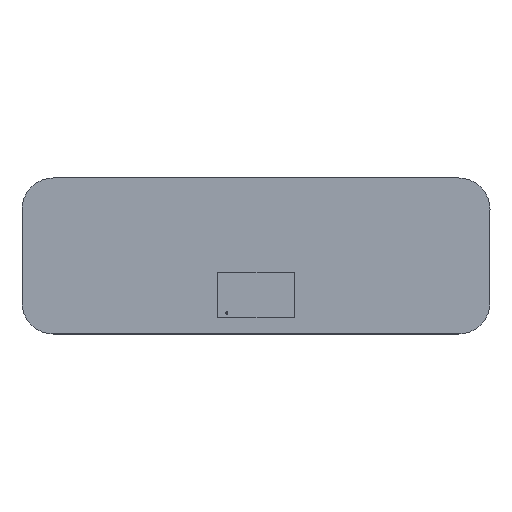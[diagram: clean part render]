
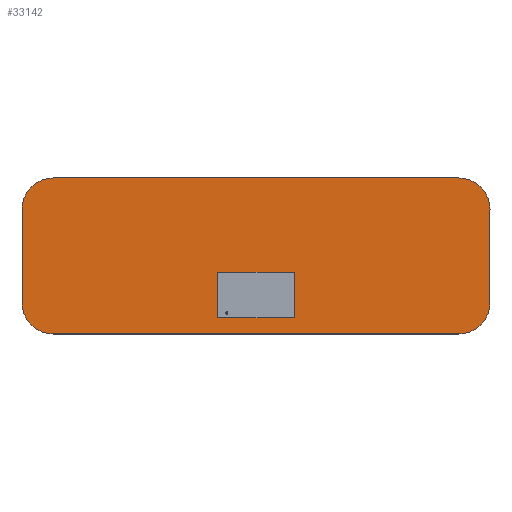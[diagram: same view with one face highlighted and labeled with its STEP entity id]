
A CAD part, top view. The second image highlights one B-rep face of the part: STEP entity #33142.
In plain terms, the highlighted planar face has unit normal (0, 0, 1).
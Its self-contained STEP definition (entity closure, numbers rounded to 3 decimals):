
#32512 = VERTEX_POINT('',#32513);
#32513 = CARTESIAN_POINT('',(143.,-110.,1.6));
#32520 = CYLINDRICAL_SURFACE('',#32521,2.);
#32521 = AXIS2_PLACEMENT_3D('',#32522,#32523,#32524);
#32522 = CARTESIAN_POINT('',(143.,-108.,0.));
#32523 = DIRECTION('',(-0.,-0.,-1.));
#32524 = DIRECTION('',(1.,0.,-0.));
#32532 = PLANE('',#32533);
#32533 = AXIS2_PLACEMENT_3D('',#32534,#32535,#32536);
#32534 = CARTESIAN_POINT('',(143.,-110.,0.));
#32535 = DIRECTION('',(0.,-1.,0.));
#32536 = DIRECTION('',(-1.,0.,0.));
#32544 = EDGE_CURVE('',#32512,#32545,#32547,.T.);
#32545 = VERTEX_POINT('',#32546);
#32546 = CARTESIAN_POINT('',(145.,-108.,1.6));
#32547 = SURFACE_CURVE('',#32548,(#32553,#32560),.PCURVE_S1.);
#32548 = CIRCLE('',#32549,2.);
#32549 = AXIS2_PLACEMENT_3D('',#32550,#32551,#32552);
#32550 = CARTESIAN_POINT('',(143.,-108.,1.6));
#32551 = DIRECTION('',(0.,0.,1.));
#32552 = DIRECTION('',(1.,0.,-0.));
#32553 = PCURVE('',#32520,#32554);
#32554 = DEFINITIONAL_REPRESENTATION('',(#32555),#32559);
#32555 = LINE('',#32556,#32557);
#32556 = CARTESIAN_POINT('',(-0.,-1.6));
#32557 = VECTOR('',#32558,1.);
#32558 = DIRECTION('',(-1.,0.));
#32559 = ( GEOMETRIC_REPRESENTATION_CONTEXT(2) 
PARAMETRIC_REPRESENTATION_CONTEXT() REPRESENTATION_CONTEXT('2D SPACE',''
  ) );
#32560 = PCURVE('',#32561,#32566);
#32561 = PLANE('',#32562);
#32562 = AXIS2_PLACEMENT_3D('',#32563,#32564,#32565);
#32563 = CARTESIAN_POINT('',(130.,-105.,1.6));
#32564 = DIRECTION('',(0.,0.,1.));
#32565 = DIRECTION('',(1.,0.,-0.));
#32566 = DEFINITIONAL_REPRESENTATION('',(#32567),#32571);
#32567 = CIRCLE('',#32568,2.);
#32568 = AXIS2_PLACEMENT_2D('',#32569,#32570);
#32569 = CARTESIAN_POINT('',(13.,-3.));
#32570 = DIRECTION('',(1.,0.));
#32571 = ( GEOMETRIC_REPRESENTATION_CONTEXT(2) 
PARAMETRIC_REPRESENTATION_CONTEXT() REPRESENTATION_CONTEXT('2D SPACE',''
  ) );
#32589 = PLANE('',#32590);
#32590 = AXIS2_PLACEMENT_3D('',#32591,#32592,#32593);
#32591 = CARTESIAN_POINT('',(145.,-102.,0.));
#32592 = DIRECTION('',(1.,0.,0.));
#32593 = DIRECTION('',(0.,-1.,0.));
#32632 = EDGE_CURVE('',#32512,#32633,#32635,.T.);
#32633 = VERTEX_POINT('',#32634);
#32634 = CARTESIAN_POINT('',(117.,-110.,1.6));
#32635 = SURFACE_CURVE('',#32636,(#32640,#32647),.PCURVE_S1.);
#32636 = LINE('',#32637,#32638);
#32637 = CARTESIAN_POINT('',(143.,-110.,1.6));
#32638 = VECTOR('',#32639,1.);
#32639 = DIRECTION('',(-1.,0.,0.));
#32640 = PCURVE('',#32532,#32641);
#32641 = DEFINITIONAL_REPRESENTATION('',(#32642),#32646);
#32642 = LINE('',#32643,#32644);
#32643 = CARTESIAN_POINT('',(0.,-1.6));
#32644 = VECTOR('',#32645,1.);
#32645 = DIRECTION('',(1.,0.));
#32646 = ( GEOMETRIC_REPRESENTATION_CONTEXT(2) 
PARAMETRIC_REPRESENTATION_CONTEXT() REPRESENTATION_CONTEXT('2D SPACE',''
  ) );
#32647 = PCURVE('',#32561,#32648);
#32648 = DEFINITIONAL_REPRESENTATION('',(#32649),#32653);
#32649 = LINE('',#32650,#32651);
#32650 = CARTESIAN_POINT('',(13.,-5.));
#32651 = VECTOR('',#32652,1.);
#32652 = DIRECTION('',(-1.,0.));
#32653 = ( GEOMETRIC_REPRESENTATION_CONTEXT(2) 
PARAMETRIC_REPRESENTATION_CONTEXT() REPRESENTATION_CONTEXT('2D SPACE',''
  ) );
#32671 = CYLINDRICAL_SURFACE('',#32672,2.);
#32672 = AXIS2_PLACEMENT_3D('',#32673,#32674,#32675);
#32673 = CARTESIAN_POINT('',(117.,-108.,0.));
#32674 = DIRECTION('',(-0.,-0.,-1.));
#32675 = DIRECTION('',(1.,0.,-0.));
#32710 = VERTEX_POINT('',#32711);
#32711 = CARTESIAN_POINT('',(115.,-108.,1.6));
#32725 = PLANE('',#32726);
#32726 = AXIS2_PLACEMENT_3D('',#32727,#32728,#32729);
#32727 = CARTESIAN_POINT('',(115.,-108.,0.));
#32728 = DIRECTION('',(-1.,0.,0.));
#32729 = DIRECTION('',(0.,1.,0.));
#32737 = EDGE_CURVE('',#32710,#32633,#32738,.T.);
#32738 = SURFACE_CURVE('',#32739,(#32744,#32751),.PCURVE_S1.);
#32739 = CIRCLE('',#32740,2.);
#32740 = AXIS2_PLACEMENT_3D('',#32741,#32742,#32743);
#32741 = CARTESIAN_POINT('',(117.,-108.,1.6));
#32742 = DIRECTION('',(0.,0.,1.));
#32743 = DIRECTION('',(1.,0.,-0.));
#32744 = PCURVE('',#32671,#32745);
#32745 = DEFINITIONAL_REPRESENTATION('',(#32746),#32750);
#32746 = LINE('',#32747,#32748);
#32747 = CARTESIAN_POINT('',(-0.,-1.6));
#32748 = VECTOR('',#32749,1.);
#32749 = DIRECTION('',(-1.,0.));
#32750 = ( GEOMETRIC_REPRESENTATION_CONTEXT(2) 
PARAMETRIC_REPRESENTATION_CONTEXT() REPRESENTATION_CONTEXT('2D SPACE',''
  ) );
#32751 = PCURVE('',#32561,#32752);
#32752 = DEFINITIONAL_REPRESENTATION('',(#32753),#32757);
#32753 = CIRCLE('',#32754,2.);
#32754 = AXIS2_PLACEMENT_2D('',#32755,#32756);
#32755 = CARTESIAN_POINT('',(-13.,-3.));
#32756 = DIRECTION('',(1.,0.));
#32757 = ( GEOMETRIC_REPRESENTATION_CONTEXT(2) 
PARAMETRIC_REPRESENTATION_CONTEXT() REPRESENTATION_CONTEXT('2D SPACE',''
  ) );
#32786 = EDGE_CURVE('',#32710,#32787,#32789,.T.);
#32787 = VERTEX_POINT('',#32788);
#32788 = CARTESIAN_POINT('',(115.,-102.,1.6));
#32789 = SURFACE_CURVE('',#32790,(#32794,#32801),.PCURVE_S1.);
#32790 = LINE('',#32791,#32792);
#32791 = CARTESIAN_POINT('',(115.,-108.,1.6));
#32792 = VECTOR('',#32793,1.);
#32793 = DIRECTION('',(0.,1.,0.));
#32794 = PCURVE('',#32725,#32795);
#32795 = DEFINITIONAL_REPRESENTATION('',(#32796),#32800);
#32796 = LINE('',#32797,#32798);
#32797 = CARTESIAN_POINT('',(0.,-1.6));
#32798 = VECTOR('',#32799,1.);
#32799 = DIRECTION('',(1.,0.));
#32800 = ( GEOMETRIC_REPRESENTATION_CONTEXT(2) 
PARAMETRIC_REPRESENTATION_CONTEXT() REPRESENTATION_CONTEXT('2D SPACE',''
  ) );
#32801 = PCURVE('',#32561,#32802);
#32802 = DEFINITIONAL_REPRESENTATION('',(#32803),#32807);
#32803 = LINE('',#32804,#32805);
#32804 = CARTESIAN_POINT('',(-15.,-3.));
#32805 = VECTOR('',#32806,1.);
#32806 = DIRECTION('',(0.,1.));
#32807 = ( GEOMETRIC_REPRESENTATION_CONTEXT(2) 
PARAMETRIC_REPRESENTATION_CONTEXT() REPRESENTATION_CONTEXT('2D SPACE',''
  ) );
#32825 = CYLINDRICAL_SURFACE('',#32826,2.);
#32826 = AXIS2_PLACEMENT_3D('',#32827,#32828,#32829);
#32827 = CARTESIAN_POINT('',(117.,-102.,0.));
#32828 = DIRECTION('',(-0.,-0.,-1.));
#32829 = DIRECTION('',(1.,0.,-0.));
#32864 = VERTEX_POINT('',#32865);
#32865 = CARTESIAN_POINT('',(117.,-100.,1.6));
#32879 = PLANE('',#32880);
#32880 = AXIS2_PLACEMENT_3D('',#32881,#32882,#32883);
#32881 = CARTESIAN_POINT('',(117.,-100.,0.));
#32882 = DIRECTION('',(0.,1.,-0.));
#32883 = DIRECTION('',(1.,0.,0.));
#32891 = EDGE_CURVE('',#32864,#32787,#32892,.T.);
#32892 = SURFACE_CURVE('',#32893,(#32898,#32905),.PCURVE_S1.);
#32893 = CIRCLE('',#32894,2.);
#32894 = AXIS2_PLACEMENT_3D('',#32895,#32896,#32897);
#32895 = CARTESIAN_POINT('',(117.,-102.,1.6));
#32896 = DIRECTION('',(0.,0.,1.));
#32897 = DIRECTION('',(1.,0.,-0.));
#32898 = PCURVE('',#32825,#32899);
#32899 = DEFINITIONAL_REPRESENTATION('',(#32900),#32904);
#32900 = LINE('',#32901,#32902);
#32901 = CARTESIAN_POINT('',(-0.,-1.6));
#32902 = VECTOR('',#32903,1.);
#32903 = DIRECTION('',(-1.,0.));
#32904 = ( GEOMETRIC_REPRESENTATION_CONTEXT(2) 
PARAMETRIC_REPRESENTATION_CONTEXT() REPRESENTATION_CONTEXT('2D SPACE',''
  ) );
#32905 = PCURVE('',#32561,#32906);
#32906 = DEFINITIONAL_REPRESENTATION('',(#32907),#32911);
#32907 = CIRCLE('',#32908,2.);
#32908 = AXIS2_PLACEMENT_2D('',#32909,#32910);
#32909 = CARTESIAN_POINT('',(-13.,3.));
#32910 = DIRECTION('',(1.,0.));
#32911 = ( GEOMETRIC_REPRESENTATION_CONTEXT(2) 
PARAMETRIC_REPRESENTATION_CONTEXT() REPRESENTATION_CONTEXT('2D SPACE',''
  ) );
#32940 = EDGE_CURVE('',#32864,#32941,#32943,.T.);
#32941 = VERTEX_POINT('',#32942);
#32942 = CARTESIAN_POINT('',(143.,-100.,1.6));
#32943 = SURFACE_CURVE('',#32944,(#32948,#32955),.PCURVE_S1.);
#32944 = LINE('',#32945,#32946);
#32945 = CARTESIAN_POINT('',(117.,-100.,1.6));
#32946 = VECTOR('',#32947,1.);
#32947 = DIRECTION('',(1.,0.,0.));
#32948 = PCURVE('',#32879,#32949);
#32949 = DEFINITIONAL_REPRESENTATION('',(#32950),#32954);
#32950 = LINE('',#32951,#32952);
#32951 = CARTESIAN_POINT('',(0.,-1.6));
#32952 = VECTOR('',#32953,1.);
#32953 = DIRECTION('',(1.,0.));
#32954 = ( GEOMETRIC_REPRESENTATION_CONTEXT(2) 
PARAMETRIC_REPRESENTATION_CONTEXT() REPRESENTATION_CONTEXT('2D SPACE',''
  ) );
#32955 = PCURVE('',#32561,#32956);
#32956 = DEFINITIONAL_REPRESENTATION('',(#32957),#32961);
#32957 = LINE('',#32958,#32959);
#32958 = CARTESIAN_POINT('',(-13.,5.));
#32959 = VECTOR('',#32960,1.);
#32960 = DIRECTION('',(1.,0.));
#32961 = ( GEOMETRIC_REPRESENTATION_CONTEXT(2) 
PARAMETRIC_REPRESENTATION_CONTEXT() REPRESENTATION_CONTEXT('2D SPACE',''
  ) );
#32979 = CYLINDRICAL_SURFACE('',#32980,2.);
#32980 = AXIS2_PLACEMENT_3D('',#32981,#32982,#32983);
#32981 = CARTESIAN_POINT('',(143.,-102.,0.));
#32982 = DIRECTION('',(-0.,-0.,-1.));
#32983 = DIRECTION('',(1.,0.,-0.));
#33018 = VERTEX_POINT('',#33019);
#33019 = CARTESIAN_POINT('',(145.,-102.,1.6));
#33040 = EDGE_CURVE('',#33018,#32941,#33041,.T.);
#33041 = SURFACE_CURVE('',#33042,(#33047,#33054),.PCURVE_S1.);
#33042 = CIRCLE('',#33043,2.);
#33043 = AXIS2_PLACEMENT_3D('',#33044,#33045,#33046);
#33044 = CARTESIAN_POINT('',(143.,-102.,1.6));
#33045 = DIRECTION('',(0.,0.,1.));
#33046 = DIRECTION('',(1.,0.,-0.));
#33047 = PCURVE('',#32979,#33048);
#33048 = DEFINITIONAL_REPRESENTATION('',(#33049),#33053);
#33049 = LINE('',#33050,#33051);
#33050 = CARTESIAN_POINT('',(-0.,-1.6));
#33051 = VECTOR('',#33052,1.);
#33052 = DIRECTION('',(-1.,0.));
#33053 = ( GEOMETRIC_REPRESENTATION_CONTEXT(2) 
PARAMETRIC_REPRESENTATION_CONTEXT() REPRESENTATION_CONTEXT('2D SPACE',''
  ) );
#33054 = PCURVE('',#32561,#33055);
#33055 = DEFINITIONAL_REPRESENTATION('',(#33056),#33060);
#33056 = CIRCLE('',#33057,2.);
#33057 = AXIS2_PLACEMENT_2D('',#33058,#33059);
#33058 = CARTESIAN_POINT('',(13.,3.));
#33059 = DIRECTION('',(1.,0.));
#33060 = ( GEOMETRIC_REPRESENTATION_CONTEXT(2) 
PARAMETRIC_REPRESENTATION_CONTEXT() REPRESENTATION_CONTEXT('2D SPACE',''
  ) );
#33089 = EDGE_CURVE('',#33018,#32545,#33090,.T.);
#33090 = SURFACE_CURVE('',#33091,(#33095,#33102),.PCURVE_S1.);
#33091 = LINE('',#33092,#33093);
#33092 = CARTESIAN_POINT('',(145.,-102.,1.6));
#33093 = VECTOR('',#33094,1.);
#33094 = DIRECTION('',(0.,-1.,0.));
#33095 = PCURVE('',#32589,#33096);
#33096 = DEFINITIONAL_REPRESENTATION('',(#33097),#33101);
#33097 = LINE('',#33098,#33099);
#33098 = CARTESIAN_POINT('',(0.,-1.6));
#33099 = VECTOR('',#33100,1.);
#33100 = DIRECTION('',(1.,0.));
#33101 = ( GEOMETRIC_REPRESENTATION_CONTEXT(2) 
PARAMETRIC_REPRESENTATION_CONTEXT() REPRESENTATION_CONTEXT('2D SPACE',''
  ) );
#33102 = PCURVE('',#32561,#33103);
#33103 = DEFINITIONAL_REPRESENTATION('',(#33104),#33108);
#33104 = LINE('',#33105,#33106);
#33105 = CARTESIAN_POINT('',(15.,3.));
#33106 = VECTOR('',#33107,1.);
#33107 = DIRECTION('',(0.,-1.));
#33108 = ( GEOMETRIC_REPRESENTATION_CONTEXT(2) 
PARAMETRIC_REPRESENTATION_CONTEXT() REPRESENTATION_CONTEXT('2D SPACE',''
  ) );
#33142 = ADVANCED_FACE('',(#33143),#32561,.T.);
#33143 = FACE_BOUND('',#33144,.T.);
#33144 = EDGE_LOOP('',(#33145,#33146,#33147,#33148,#33149,#33150,#33151,
    #33152));
#33145 = ORIENTED_EDGE('',*,*,#32544,.T.);
#33146 = ORIENTED_EDGE('',*,*,#33089,.F.);
#33147 = ORIENTED_EDGE('',*,*,#33040,.T.);
#33148 = ORIENTED_EDGE('',*,*,#32940,.F.);
#33149 = ORIENTED_EDGE('',*,*,#32891,.T.);
#33150 = ORIENTED_EDGE('',*,*,#32786,.F.);
#33151 = ORIENTED_EDGE('',*,*,#32737,.T.);
#33152 = ORIENTED_EDGE('',*,*,#32632,.F.);
